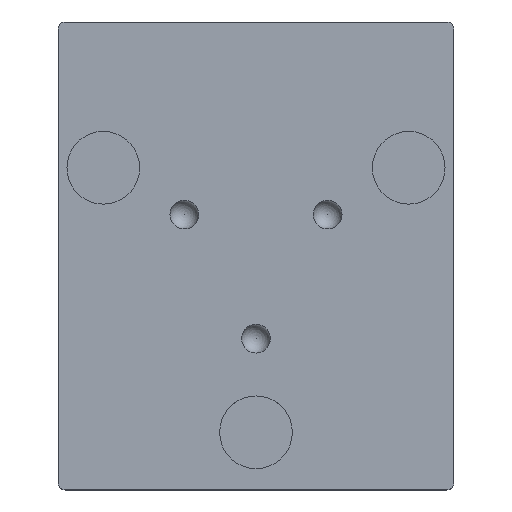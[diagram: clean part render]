
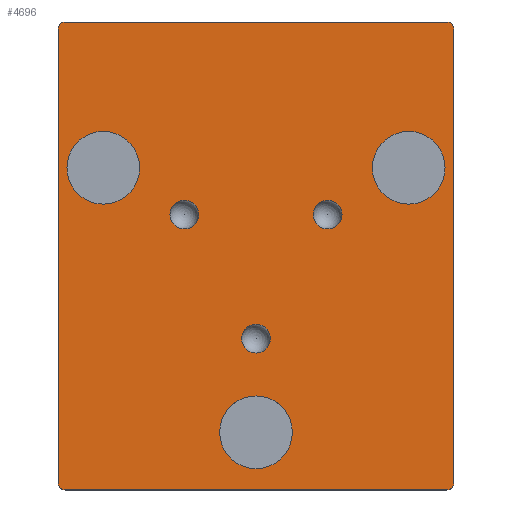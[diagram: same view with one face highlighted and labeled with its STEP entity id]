
A CAD part, top view. The second image highlights one B-rep face of the part: STEP entity #4696.
In plain terms, the highlighted face is planar.
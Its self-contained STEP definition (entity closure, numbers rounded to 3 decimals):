
#30=FACE_BOUND('',#1515,.T.);
#31=FACE_BOUND('',#1516,.T.);
#32=FACE_BOUND('',#1517,.T.);
#33=FACE_BOUND('',#1518,.T.);
#34=FACE_BOUND('',#1519,.T.);
#35=FACE_BOUND('',#1520,.T.);
#150=PLANE('',#5075);
#382=LINE('',#7501,#787);
#384=LINE('',#7506,#789);
#385=LINE('',#7509,#790);
#386=LINE('',#7513,#791);
#787=VECTOR('',#5937,10.);
#789=VECTOR('',#5941,10.);
#790=VECTOR('',#5944,10.);
#791=VECTOR('',#5947,10.);
#1246=FACE_OUTER_BOUND('',#1514,.T.);
#1514=EDGE_LOOP('',(#3546,#3547,#3548,#3549,#3550,#3551,#3552,#3553));
#1515=EDGE_LOOP('',(#3554));
#1516=EDGE_LOOP('',(#3555));
#1517=EDGE_LOOP('',(#3556));
#1518=EDGE_LOOP('',(#3557));
#1519=EDGE_LOOP('',(#3558));
#1520=EDGE_LOOP('',(#3559));
#1741=CIRCLE('',#4896,2.);
#1743=CIRCLE('',#4899,2.);
#1745=CIRCLE('',#4902,2.);
#1747=CIRCLE('',#4905,5.05);
#1749=CIRCLE('',#4909,5.05);
#1751=CIRCLE('',#4913,5.05);
#1849=CIRCLE('',#5070,1.);
#1851=CIRCLE('',#5076,1.);
#1852=CIRCLE('',#5077,1.);
#1853=CIRCLE('',#5078,1.);
#2001=VERTEX_POINT('',#6909);
#2003=VERTEX_POINT('',#6914);
#2005=VERTEX_POINT('',#6919);
#2007=VERTEX_POINT('',#6924);
#2009=VERTEX_POINT('',#6931);
#2011=VERTEX_POINT('',#6938);
#2202=VERTEX_POINT('',#7484);
#2203=VERTEX_POINT('',#7485);
#2207=VERTEX_POINT('',#7500);
#2208=VERTEX_POINT('',#7504);
#2209=VERTEX_POINT('',#7505);
#2210=VERTEX_POINT('',#7508);
#2211=VERTEX_POINT('',#7510);
#2212=VERTEX_POINT('',#7512);
#2473=EDGE_CURVE('',#2001,#2001,#1741,.T.);
#2475=EDGE_CURVE('',#2003,#2003,#1743,.T.);
#2477=EDGE_CURVE('',#2005,#2005,#1745,.T.);
#2479=EDGE_CURVE('',#2007,#2007,#1747,.T.);
#2482=EDGE_CURVE('',#2009,#2009,#1749,.T.);
#2485=EDGE_CURVE('',#2011,#2011,#1751,.T.);
#2726=EDGE_CURVE('',#2202,#2203,#1849,.T.);
#2734=EDGE_CURVE('',#2203,#2207,#382,.T.);
#2736=EDGE_CURVE('',#2208,#2209,#384,.T.);
#2737=EDGE_CURVE('',#2207,#2208,#1851,.T.);
#2738=EDGE_CURVE('',#2202,#2210,#385,.T.);
#2739=EDGE_CURVE('',#2211,#2210,#1852,.T.);
#2740=EDGE_CURVE('',#2211,#2212,#386,.T.);
#2741=EDGE_CURVE('',#2209,#2212,#1853,.T.);
#3546=ORIENTED_EDGE('',*,*,#2736,.F.);
#3547=ORIENTED_EDGE('',*,*,#2737,.F.);
#3548=ORIENTED_EDGE('',*,*,#2734,.F.);
#3549=ORIENTED_EDGE('',*,*,#2726,.F.);
#3550=ORIENTED_EDGE('',*,*,#2738,.T.);
#3551=ORIENTED_EDGE('',*,*,#2739,.F.);
#3552=ORIENTED_EDGE('',*,*,#2740,.T.);
#3553=ORIENTED_EDGE('',*,*,#2741,.F.);
#3554=ORIENTED_EDGE('',*,*,#2473,.T.);
#3555=ORIENTED_EDGE('',*,*,#2475,.T.);
#3556=ORIENTED_EDGE('',*,*,#2477,.T.);
#3557=ORIENTED_EDGE('',*,*,#2479,.T.);
#3558=ORIENTED_EDGE('',*,*,#2482,.T.);
#3559=ORIENTED_EDGE('',*,*,#2485,.T.);
#4696=ADVANCED_FACE('',(#1246,#30,#31,#32,#33,#34,#35),#150,.T.);
#4896=AXIS2_PLACEMENT_3D('',#6910,#5435,#5436);
#4899=AXIS2_PLACEMENT_3D('',#6915,#5441,#5442);
#4902=AXIS2_PLACEMENT_3D('',#6920,#5447,#5448);
#4905=AXIS2_PLACEMENT_3D('',#6925,#5453,#5454);
#4909=AXIS2_PLACEMENT_3D('',#6932,#5462,#5463);
#4913=AXIS2_PLACEMENT_3D('',#6939,#5471,#5472);
#5070=AXIS2_PLACEMENT_3D('',#7486,#5921,#5922);
#5075=AXIS2_PLACEMENT_3D('',#7503,#5939,#5940);
#5076=AXIS2_PLACEMENT_3D('',#7507,#5942,#5943);
#5077=AXIS2_PLACEMENT_3D('',#7511,#5945,#5946);
#5078=AXIS2_PLACEMENT_3D('',#7514,#5948,#5949);
#5435=DIRECTION('center_axis',(-1.,0.,0.));
#5436=DIRECTION('ref_axis',(0.,0.,1.));
#5441=DIRECTION('center_axis',(-1.,0.,0.));
#5442=DIRECTION('ref_axis',(0.,0.,1.));
#5447=DIRECTION('center_axis',(-1.,0.,0.));
#5448=DIRECTION('ref_axis',(0.,0.,1.));
#5453=DIRECTION('center_axis',(-1.,0.,0.));
#5454=DIRECTION('ref_axis',(0.,1.,0.));
#5462=DIRECTION('center_axis',(-1.,0.,0.));
#5463=DIRECTION('ref_axis',(0.,1.,0.));
#5471=DIRECTION('center_axis',(-1.,0.,0.));
#5472=DIRECTION('ref_axis',(0.,1.,0.));
#5921=DIRECTION('center_axis',(-1.,0.,0.));
#5922=DIRECTION('ref_axis',(0.,-0.707,-0.707));
#5937=DIRECTION('',(0.,0.,1.));
#5939=DIRECTION('center_axis',(1.,0.,0.));
#5940=DIRECTION('ref_axis',(0.,1.,0.));
#5941=DIRECTION('',(0.,1.,0.));
#5942=DIRECTION('center_axis',(-1.,0.,0.));
#5943=DIRECTION('ref_axis',(0.,-0.707,0.707));
#5944=DIRECTION('',(0.,1.,0.));
#5945=DIRECTION('center_axis',(-1.,0.,0.));
#5946=DIRECTION('ref_axis',(0.,0.707,-0.707));
#5947=DIRECTION('',(0.,0.,1.));
#5948=DIRECTION('center_axis',(-1.,0.,0.));
#5949=DIRECTION('ref_axis',(0.,0.707,0.707));
#6909=CARTESIAN_POINT('',(0.,40.25,17.541));
#6910=CARTESIAN_POINT('Origin',(0.,38.25,17.541));
#6914=CARTESIAN_POINT('',(0.,40.25,37.459));
#6915=CARTESIAN_POINT('Origin',(0.,38.25,37.459));
#6919=CARTESIAN_POINT('',(0.,23.,27.5));
#6920=CARTESIAN_POINT('Origin',(0.,21.,27.5));
#6924=CARTESIAN_POINT('',(0.,2.95,27.5));
#6925=CARTESIAN_POINT('Origin',(0.,8.,27.5));
#6931=CARTESIAN_POINT('',(0.,39.7,6.282));
#6932=CARTESIAN_POINT('Origin',(0.,44.75,6.282));
#6938=CARTESIAN_POINT('',(0.,39.7,48.718));
#6939=CARTESIAN_POINT('Origin',(0.,44.75,48.718));
#7484=CARTESIAN_POINT('',(0.,1.,0.));
#7485=CARTESIAN_POINT('',(0.,0.,1.));
#7486=CARTESIAN_POINT('Origin',(0.,1.,1.));
#7500=CARTESIAN_POINT('',(0.,0.,54.));
#7501=CARTESIAN_POINT('',(0.,0.,0.));
#7503=CARTESIAN_POINT('Origin',(0.,0.,0.));
#7504=CARTESIAN_POINT('',(0.,1.,55.));
#7505=CARTESIAN_POINT('',(0.,64.,55.));
#7506=CARTESIAN_POINT('',(0.,0.,55.));
#7507=CARTESIAN_POINT('Origin',(0.,1.,54.));
#7508=CARTESIAN_POINT('',(0.,64.,0.));
#7509=CARTESIAN_POINT('',(0.,0.,0.));
#7510=CARTESIAN_POINT('',(0.,65.,1.));
#7511=CARTESIAN_POINT('Origin',(0.,64.,1.));
#7512=CARTESIAN_POINT('',(0.,65.,54.));
#7513=CARTESIAN_POINT('',(0.,65.,0.));
#7514=CARTESIAN_POINT('Origin',(0.,64.,54.));
